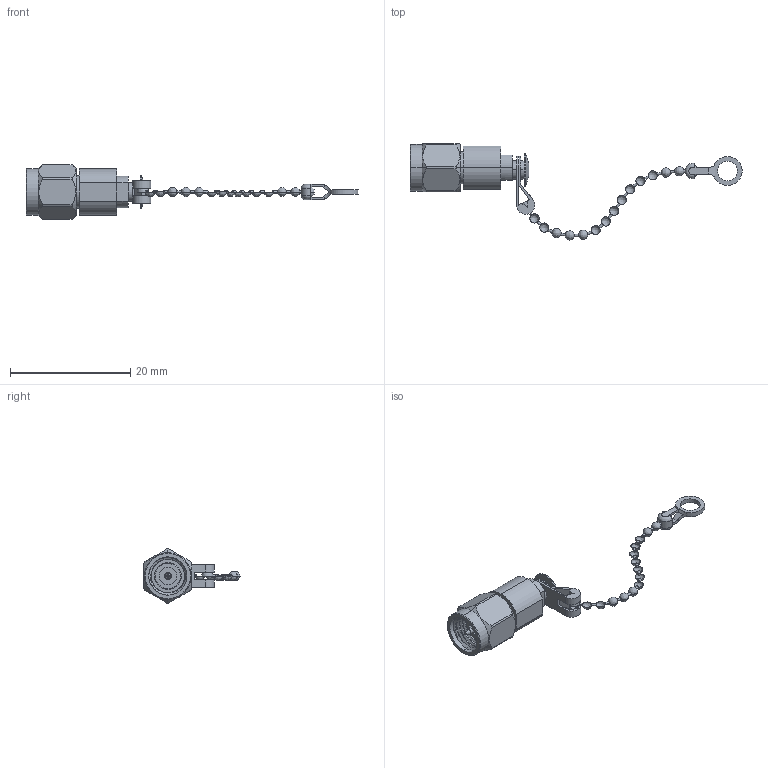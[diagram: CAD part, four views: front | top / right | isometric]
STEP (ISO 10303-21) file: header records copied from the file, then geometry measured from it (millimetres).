
FILE_DESCRIPTION (( 'STEP AP214' ), '1' );
FILE_NAME ('ST4017C_3D.step', '2025-06-17T22:14:21', ( '' ), ( '' ), 'SwSTEP 2.0', 'SolidWorks 2022', '' );
FILE_SCHEMA (( 'AUTOMOTIVE_DESIGN' ));
Length unit declared in the file: inch
Products named in the file (1): ST4017C_3D
Bounding box: 55.17 x 15.97 x 8.99 mm (x, y, z)
Volume: 723.5 mm3; surface area: 1217.7 mm2
Topology: 1 solids, 1 shells, 220 faces, 613 edges, 360 vertices
Faces by surface type: bspline 73, plane 68, cylinder 66, cone 13
Entity records: 12739 total; most frequent: CARTESIAN_POINT 8058, ORIENTED_EDGE 1134, DIRECTION 757, EDGE_CURVE 567, VERTEX_POINT 360, AXIS2_PLACEMENT_3D 274, EDGE_LOOP 243, ADVANCED_FACE 219
